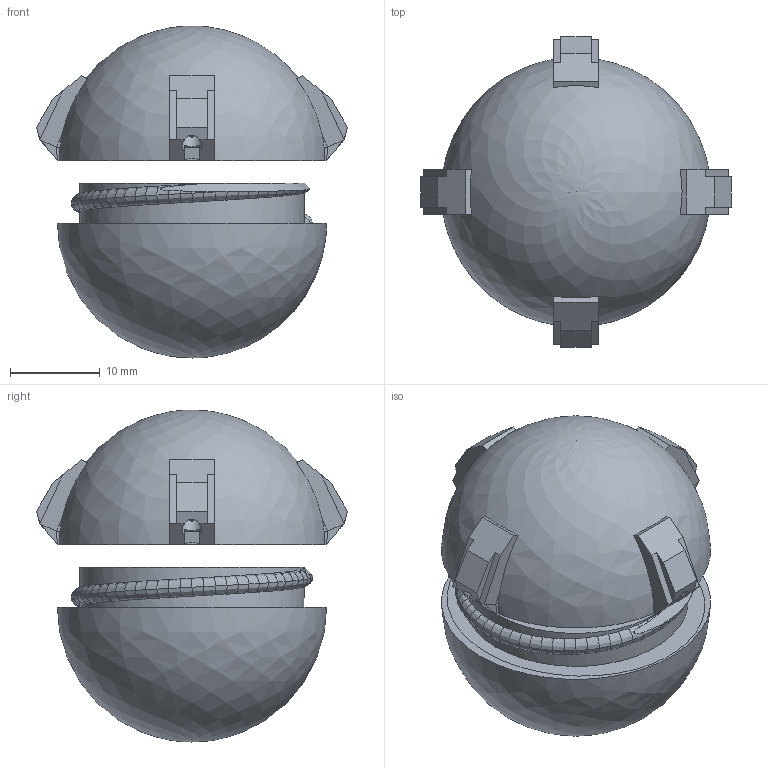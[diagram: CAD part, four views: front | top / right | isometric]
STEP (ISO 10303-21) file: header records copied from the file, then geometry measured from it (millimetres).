
FILE_DESCRIPTION(/* description */ (''),/* implementation_level */ '2;1');
FILE_NAME(/* name */ 'Sputnik1',/* time_stamp */ '2025-04-08T16:16:54+03:00',/* author */ (''),/* organization */ (''),/* preprocessor_version */ 'ST-DEVELOPER v16.5',/* originating_system */ 'Rhino 7.23',/* authorisation */ '');
FILE_SCHEMA (('CONFIG_CONTROL_DESIGN'));
Length unit declared in the file: millimetre
Products named in the file (1): Document
Bounding box: 34.66 x 34.66 x 37 mm (x, y, z)
Volume: 6270.8 mm3; surface area: 6390.7 mm2
Topology: 2 solids, 2 shells, 334 faces, 846 edges, 519 vertices
Faces by surface type: bspline 202, plane 122, cylinder 10
Full cylindrical faces by diameter (mm): 2.2 x4, 22.803 x1, 25.73 x1, 28 x1
Entity records: 14405 total; most frequent: CARTESIAN_POINT 8896, ORIENTED_EDGE 1684, EDGE_CURVE 842, B_SPLINE_CURVE_WITH_KNOTS 775, VERTEX_POINT 519, EDGE_LOOP 341, ADVANCED_FACE 334, FACE_OUTER_BOUND 334
